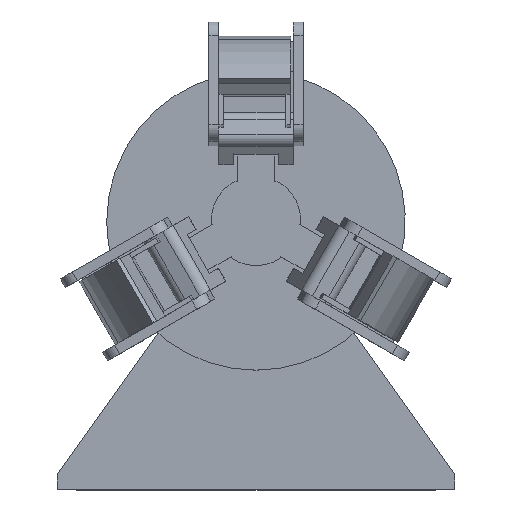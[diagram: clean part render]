
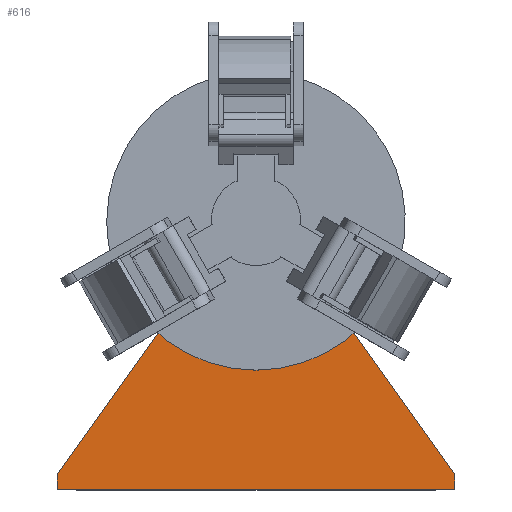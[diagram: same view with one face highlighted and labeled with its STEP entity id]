
A CAD part, top view. The second image highlights one B-rep face of the part: STEP entity #616.
In plain terms, the highlighted face is planar.
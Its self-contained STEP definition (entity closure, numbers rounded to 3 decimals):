
#30 = AXIS2_PLACEMENT_3D ( 'NONE', #85, #2504, #4139 ) ;
#85 = CARTESIAN_POINT ( 'NONE',  ( 80., -50., 3. ) ) ;
#114 = EDGE_LOOP ( 'NONE', ( #3908, #166, #2725, #5052, #1840, #3425 ) ) ;
#148 = CARTESIAN_POINT ( 'NONE',  ( 0., -50., 3. ) ) ;
#166 = ORIENTED_EDGE ( 'NONE', *, *, #4548, .T. ) ;
#376 = VERTEX_POINT ( 'NONE', #5181 ) ;
#578 = VECTOR ( 'NONE', #2134, 1000. ) ;
#616 = ADVANCED_FACE ( 'NONE', ( #1305 ), #2127, .F. ) ;
#744 = VECTOR ( 'NONE', #2169, 1000. ) ;
#775 = CARTESIAN_POINT ( 'NONE',  ( 25., -50., 38. ) ) ;
#864 = VERTEX_POINT ( 'NONE', #1217 ) ;
#874 = CARTESIAN_POINT ( 'NONE',  ( 0., -50., 3. ) ) ;
#883 = EDGE_CURVE ( 'NONE', #376, #864, #1963, .T. ) ;
#906 = CARTESIAN_POINT ( 'NONE',  ( 80., -50., 0. ) ) ;
#951 = VERTEX_POINT ( 'NONE', #874 ) ;
#980 = EDGE_CURVE ( 'NONE', #1327, #1495, #4959, .T. ) ;
#988 = DIRECTION ( 'NONE',  ( -0.581, 0., 0.814 ) ) ;
#1037 = EDGE_CURVE ( 'NONE', #2090, #1495, #3732, .T. ) ;
#1064 = VECTOR ( 'NONE', #2649, 1000. ) ;
#1137 = CARTESIAN_POINT ( 'NONE',  ( 0., -50., 3. ) ) ;
#1217 = CARTESIAN_POINT ( 'NONE',  ( 25., -50., 38. ) ) ;
#1305 = FACE_OUTER_BOUND ( 'NONE', #114, .T. ) ;
#1318 = CARTESIAN_POINT ( 'NONE',  ( 0., -50., 0. ) ) ;
#1327 = VERTEX_POINT ( 'NONE', #5242 ) ;
#1495 = VERTEX_POINT ( 'NONE', #1711 ) ;
#1711 = CARTESIAN_POINT ( 'NONE',  ( 80., -50., 0. ) ) ;
#1719 = CARTESIAN_POINT ( 'NONE',  ( 80., -50., 3. ) ) ;
#1840 = ORIENTED_EDGE ( 'NONE', *, *, #4087, .T. ) ;
#1905 = EDGE_CURVE ( 'NONE', #864, #951, #3161, .T. ) ;
#1963 = LINE ( 'NONE', #775, #4618 ) ;
#2090 = VERTEX_POINT ( 'NONE', #1318 ) ;
#2127 = PLANE ( 'NONE',  #30 ) ;
#2134 = DIRECTION ( 'NONE',  ( 0., 0., -1. ) ) ;
#2169 = DIRECTION ( 'NONE',  ( 0., 0., -1. ) ) ;
#2471 = VECTOR ( 'NONE', #4636, 1000. ) ;
#2504 = DIRECTION ( 'NONE',  ( 0., 1., 0. ) ) ;
#2649 = DIRECTION ( 'NONE',  ( -0.581, 0., -0.814 ) ) ;
#2725 = ORIENTED_EDGE ( 'NONE', *, *, #883, .T. ) ;
#3139 = LINE ( 'NONE', #4670, #3635 ) ;
#3161 = LINE ( 'NONE', #1137, #1064 ) ;
#3303 = DIRECTION ( 'NONE',  ( -1., 0., 0. ) ) ;
#3425 = ORIENTED_EDGE ( 'NONE', *, *, #1037, .T. ) ;
#3635 = VECTOR ( 'NONE', #988, 1000. ) ;
#3732 = LINE ( 'NONE', #906, #2471 ) ;
#3798 = LINE ( 'NONE', #148, #578 ) ;
#3908 = ORIENTED_EDGE ( 'NONE', *, *, #980, .F. ) ;
#4087 = EDGE_CURVE ( 'NONE', #951, #2090, #3798, .T. ) ;
#4139 = DIRECTION ( 'NONE',  ( 1., 0., 0. ) ) ;
#4548 = EDGE_CURVE ( 'NONE', #1327, #376, #3139, .T. ) ;
#4618 = VECTOR ( 'NONE', #3303, 1000. ) ;
#4636 = DIRECTION ( 'NONE',  ( 1., 0., 0. ) ) ;
#4670 = CARTESIAN_POINT ( 'NONE',  ( 55., -50., 38. ) ) ;
#4959 = LINE ( 'NONE', #1719, #744 ) ;
#5052 = ORIENTED_EDGE ( 'NONE', *, *, #1905, .T. ) ;
#5181 = CARTESIAN_POINT ( 'NONE',  ( 55., -50., 38. ) ) ;
#5242 = CARTESIAN_POINT ( 'NONE',  ( 80., -50., 3. ) ) ;
